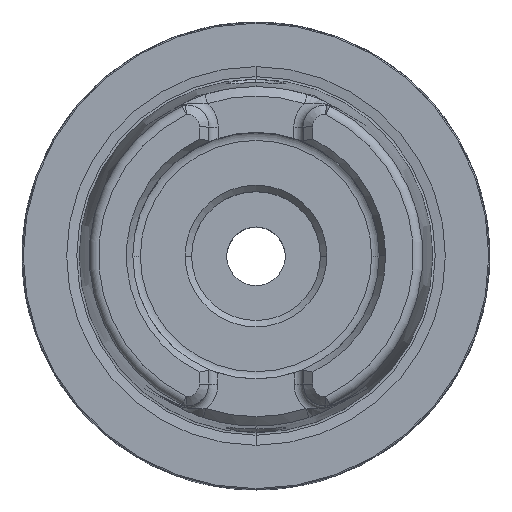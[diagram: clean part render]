
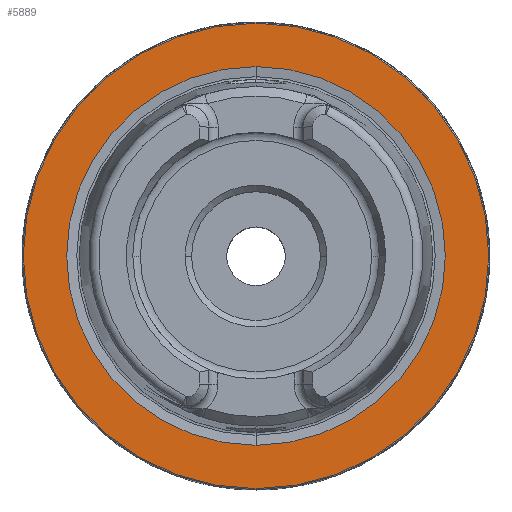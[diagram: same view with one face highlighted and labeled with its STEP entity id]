
A CAD part, top view. The second image highlights one B-rep face of the part: STEP entity #5889.
In plain terms, the highlighted planar face has unit normal (0, 0, 1).
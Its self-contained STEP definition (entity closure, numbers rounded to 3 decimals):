
#133 = VERTEX_POINT ( 'NONE', #10598 ) ;
#458 = DIRECTION ( 'NONE',  ( 0., 0., 1. ) ) ;
#1331 = AXIS2_PLACEMENT_3D ( 'NONE', #13475, #6671, #14575 ) ;
#1478 = EDGE_LOOP ( 'NONE', ( #4699, #8839 ) ) ;
#1574 = ORIENTED_EDGE ( 'NONE', *, *, #9925, .T. ) ;
#2397 = CARTESIAN_POINT ( 'NONE',  ( 0., 0., 0. ) ) ;
#2442 = AXIS2_PLACEMENT_3D ( 'NONE', #3928, #11879, #5048 ) ;
#3522 = DIRECTION ( 'NONE',  ( 0., -1., 0. ) ) ;
#3805 = VERTEX_POINT ( 'NONE', #4454 ) ;
#3928 = CARTESIAN_POINT ( 'NONE',  ( 0., 0., 0. ) ) ;
#4024 = CARTESIAN_POINT ( 'NONE',  ( 0., -19.875, 0. ) ) ;
#4069 = DIRECTION ( 'NONE',  ( 0., 0., 1. ) ) ;
#4454 = CARTESIAN_POINT ( 'NONE',  ( 0., 19.875, 0. ) ) ;
#4699 = ORIENTED_EDGE ( 'NONE', *, *, #8151, .T. ) ;
#5048 = DIRECTION ( 'NONE',  ( 0., 1., 0. ) ) ;
#5889 = ADVANCED_FACE ( 'NONE', ( #13488, #12784 ), #6302, .T. ) ;
#6231 = EDGE_CURVE ( 'NONE', #3805, #10583, #12961, .T. ) ;
#6302 = PLANE ( 'NONE',  #13159 ) ;
#6506 = VERTEX_POINT ( 'NONE', #8887 ) ;
#6671 = DIRECTION ( 'NONE',  ( 0., 0., -1. ) ) ;
#6811 = EDGE_CURVE ( 'NONE', #133, #6506, #12060, .T. ) ;
#7239 = CARTESIAN_POINT ( 'NONE',  ( 0., 0., 0. ) ) ;
#8151 = EDGE_CURVE ( 'NONE', #6506, #133, #12355, .T. ) ;
#8376 = DIRECTION ( 'NONE',  ( 0., -1., 0. ) ) ;
#8839 = ORIENTED_EDGE ( 'NONE', *, *, #6811, .T. ) ;
#8887 = CARTESIAN_POINT ( 'NONE',  ( 0., -16.169, 0. ) ) ;
#9117 = AXIS2_PLACEMENT_3D ( 'NONE', #7239, #458, #8376 ) ;
#9312 = CIRCLE ( 'NONE', #9321, 19.875 ) ;
#9321 = AXIS2_PLACEMENT_3D ( 'NONE', #2397, #10311, #3522 ) ;
#9578 = ORIENTED_EDGE ( 'NONE', *, *, #6231, .T. ) ;
#9925 = EDGE_CURVE ( 'NONE', #10583, #3805, #9312, .T. ) ;
#10311 = DIRECTION ( 'NONE',  ( 0., 0., 1. ) ) ;
#10583 = VERTEX_POINT ( 'NONE', #4024 ) ;
#10598 = CARTESIAN_POINT ( 'NONE',  ( 0., 16.169, 0. ) ) ;
#10859 = CARTESIAN_POINT ( 'NONE',  ( 0., 19.975, 0. ) ) ;
#11879 = DIRECTION ( 'NONE',  ( 0., 0., -1. ) ) ;
#12029 = DIRECTION ( 'NONE',  ( 0., -1., 0. ) ) ;
#12060 = CIRCLE ( 'NONE', #2442, 16.169 ) ;
#12355 = CIRCLE ( 'NONE', #1331, 16.169 ) ;
#12784 = FACE_BOUND ( 'NONE', #1478, .T. ) ;
#12961 = CIRCLE ( 'NONE', #9117, 19.875 ) ;
#13159 = AXIS2_PLACEMENT_3D ( 'NONE', #10859, #4069, #12029 ) ;
#13475 = CARTESIAN_POINT ( 'NONE',  ( 0., 0., 0. ) ) ;
#13488 = FACE_OUTER_BOUND ( 'NONE', #13750, .T. ) ;
#13750 = EDGE_LOOP ( 'NONE', ( #1574, #9578 ) ) ;
#14575 = DIRECTION ( 'NONE',  ( 0., 1., 0. ) ) ;
